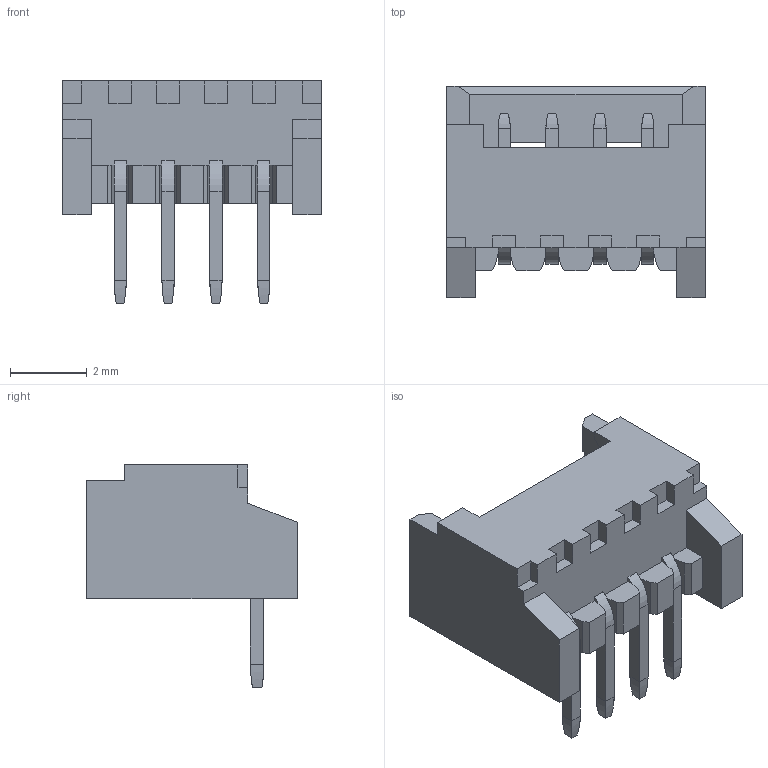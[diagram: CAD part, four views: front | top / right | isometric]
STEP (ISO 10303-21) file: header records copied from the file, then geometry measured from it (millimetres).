
FILE_DESCRIPTION(('STEP AP214'),'1');
FILE_NAME('53048-0410_5732.stp','2020-10-07T19:35:27',('TraceParts'),('TraceParts S.A.'),'Spatial InterOp 3D',' ',' ');
FILE_SCHEMA(('AUTOMOTIVE_DESIGN { 1 0 10303 214 1 1 1 1 }'));
Length unit declared in the file: millimetre
Products named in the file (1): 53048-0410_5732_9
Bounding box: 6.75 x 5.5 x 5.8 mm (x, y, z)
Surface area: 216.6 mm2 (no closed solid volume)
Topology: 0 solids, 174 shells, 174 faces, 936 edges, 944 vertices
Faces by surface type: plane 138, bspline 32, cylinder 4
Entity records: 11158 total; most frequent: CARTESIAN_POINT 3269, DIRECTION 1530, ORIENTED_EDGE 928, EDGE_CURVE 928, VERTEX_POINT 928, LINE 848, VECTOR 848, AXIS2_PLACEMENT_3D 341
